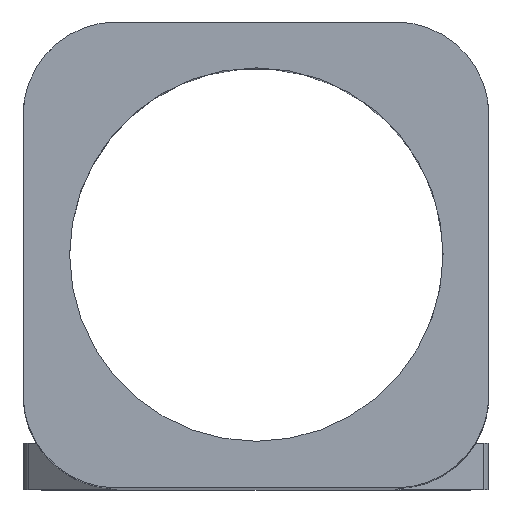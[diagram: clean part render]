
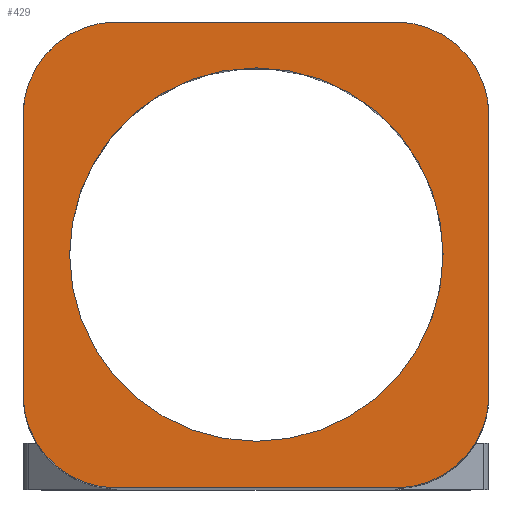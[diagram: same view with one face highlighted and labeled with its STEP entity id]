
A CAD part, top view. The second image highlights one B-rep face of the part: STEP entity #429.
In plain terms, the highlighted planar face has unit normal (0, 0, -1).
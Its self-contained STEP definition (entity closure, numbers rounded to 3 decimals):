
#37 = CARTESIAN_POINT ( 'NONE',  ( -1.25, 0.5, 0. ) ) ;
#81 = CARTESIAN_POINT ( 'NONE',  ( 1.25, 2., 0. ) ) ;
#118 = VERTEX_POINT ( 'NONE', #531 ) ;
#120 = ORIENTED_EDGE ( 'NONE', *, *, #394, .T. ) ;
#126 = ORIENTED_EDGE ( 'NONE', *, *, #362, .F. ) ;
#131 = DIRECTION ( 'NONE',  ( 0., 0., -1. ) ) ;
#147 = DIRECTION ( 'NONE',  ( 1., 0., 0. ) ) ;
#163 = ORIENTED_EDGE ( 'NONE', *, *, #1097, .T. ) ;
#184 = EDGE_CURVE ( 'NONE', #560, #1121, #998, .T. ) ;
#197 = DIRECTION ( 'NONE',  ( 1., 0., 0. ) ) ;
#201 = VECTOR ( 'NONE', #1168, 1000. ) ;
#207 = VERTEX_POINT ( 'NONE', #648 ) ;
#218 = CARTESIAN_POINT ( 'NONE',  ( 0.002, 1.252, 0. ) ) ;
#223 = CARTESIAN_POINT ( 'NONE',  ( 0.002, 1.252, 0. ) ) ;
#233 = CARTESIAN_POINT ( 'NONE',  ( 0.75, 0.5, 0. ) ) ;
#291 = VERTEX_POINT ( 'NONE', #601 ) ;
#308 = LINE ( 'NONE', #675, #535 ) ;
#309 = ORIENTED_EDGE ( 'NONE', *, *, #184, .F. ) ;
#330 = EDGE_CURVE ( 'NONE', #640, #291, #1071, .T. ) ;
#352 = VERTEX_POINT ( 'NONE', #1136 ) ;
#362 = EDGE_CURVE ( 'NONE', #207, #118, #308, .T. ) ;
#391 = VERTEX_POINT ( 'NONE', #870 ) ;
#394 = EDGE_CURVE ( 'NONE', #525, #118, #590, .T. ) ;
#402 = DIRECTION ( 'NONE',  ( 0., 0., -1. ) ) ;
#422 = CARTESIAN_POINT ( 'NONE',  ( -0.75, 0., 0. ) ) ;
#429 = ADVANCED_FACE ( 'NONE', ( #1181, #441 ), #712, .F. ) ;
#439 = AXIS2_PLACEMENT_3D ( 'NONE', #223, #1154, #681 ) ;
#441 = FACE_OUTER_BOUND ( 'NONE', #1066, .T. ) ;
#446 = CIRCLE ( 'NONE', #464, 0.5 ) ;
#463 = AXIS2_PLACEMENT_3D ( 'NONE', #218, #402, #197 ) ;
#464 = AXIS2_PLACEMENT_3D ( 'NONE', #526, #696, #1070 ) ;
#467 = DIRECTION ( 'NONE',  ( 0., -1., 0. ) ) ;
#468 = DIRECTION ( 'NONE',  ( 1., 0., 0. ) ) ;
#492 = ORIENTED_EDGE ( 'NONE', *, *, #725, .T. ) ;
#504 = DIRECTION ( 'NONE',  ( 1., 0., 0. ) ) ;
#505 = ORIENTED_EDGE ( 'NONE', *, *, #697, .F. ) ;
#525 = VERTEX_POINT ( 'NONE', #908 ) ;
#526 = CARTESIAN_POINT ( 'NONE',  ( 0.75, 2., 0. ) ) ;
#528 = LINE ( 'NONE', #612, #201 ) ;
#531 = CARTESIAN_POINT ( 'NONE',  ( -0.75, 2.5, 0. ) ) ;
#534 = CARTESIAN_POINT ( 'NONE',  ( 0.05, 0., 0. ) ) ;
#535 = VECTOR ( 'NONE', #1046, 1000. ) ;
#554 = AXIS2_PLACEMENT_3D ( 'NONE', #929, #1170, #802 ) ;
#560 = VERTEX_POINT ( 'NONE', #37 ) ;
#590 = CIRCLE ( 'NONE', #760, 0.5 ) ;
#601 = CARTESIAN_POINT ( 'NONE',  ( 1.004, 1.252, 0. ) ) ;
#610 = DIRECTION ( 'NONE',  ( -1., 0., 0. ) ) ;
#611 = ORIENTED_EDGE ( 'NONE', *, *, #882, .T. ) ;
#612 = CARTESIAN_POINT ( 'NONE',  ( -1.25, 0.5, 0. ) ) ;
#617 = DIRECTION ( 'NONE',  ( 0., 0., 1. ) ) ;
#618 = CIRCLE ( 'NONE', #463, 1.002 ) ;
#640 = VERTEX_POINT ( 'NONE', #1037 ) ;
#648 = CARTESIAN_POINT ( 'NONE',  ( 0.75, 2.5, 0. ) ) ;
#675 = CARTESIAN_POINT ( 'NONE',  ( 0., 2.5, 0. ) ) ;
#681 = DIRECTION ( 'NONE',  ( 1., 0., 0. ) ) ;
#696 = DIRECTION ( 'NONE',  ( 0., 0., -1. ) ) ;
#697 = EDGE_CURVE ( 'NONE', #1121, #352, #980, .T. ) ;
#712 = PLANE ( 'NONE',  #554 ) ;
#721 = VECTOR ( 'NONE', #147, 1000. ) ;
#725 = EDGE_CURVE ( 'NONE', #560, #525, #528, .T. ) ;
#752 = CARTESIAN_POINT ( 'NONE',  ( -0.75, 0.5, 0. ) ) ;
#760 = AXIS2_PLACEMENT_3D ( 'NONE', #1057, #131, #504 ) ;
#802 = DIRECTION ( 'NONE',  ( 1., 0., 0. ) ) ;
#804 = CIRCLE ( 'NONE', #864, 0.5 ) ;
#821 = AXIS2_PLACEMENT_3D ( 'NONE', #752, #925, #468 ) ;
#864 = AXIS2_PLACEMENT_3D ( 'NONE', #233, #617, #610 ) ;
#870 = CARTESIAN_POINT ( 'NONE',  ( 1.25, 0.5, 0. ) ) ;
#880 = EDGE_LOOP ( 'NONE', ( #1098, #959 ) ) ;
#882 = EDGE_CURVE ( 'NONE', #950, #391, #912, .T. ) ;
#908 = CARTESIAN_POINT ( 'NONE',  ( -1.25, 2., 0. ) ) ;
#912 = LINE ( 'NONE', #81, #1095 ) ;
#925 = DIRECTION ( 'NONE',  ( 0., 0., 1. ) ) ;
#929 = CARTESIAN_POINT ( 'NONE',  ( 0., 0., 0. ) ) ;
#942 = EDGE_CURVE ( 'NONE', #291, #640, #618, .T. ) ;
#950 = VERTEX_POINT ( 'NONE', #1138 ) ;
#959 = ORIENTED_EDGE ( 'NONE', *, *, #330, .F. ) ;
#980 = LINE ( 'NONE', #534, #721 ) ;
#984 = ORIENTED_EDGE ( 'NONE', *, *, #1156, .F. ) ;
#998 = CIRCLE ( 'NONE', #821, 0.5 ) ;
#1037 = CARTESIAN_POINT ( 'NONE',  ( -1., 1.252, 0. ) ) ;
#1046 = DIRECTION ( 'NONE',  ( -1., 0., 0. ) ) ;
#1057 = CARTESIAN_POINT ( 'NONE',  ( -0.75, 2., 0. ) ) ;
#1066 = EDGE_LOOP ( 'NONE', ( #505, #309, #492, #120, #126, #163, #611, #984 ) ) ;
#1070 = DIRECTION ( 'NONE',  ( 1., 0., 0. ) ) ;
#1071 = CIRCLE ( 'NONE', #439, 1.002 ) ;
#1095 = VECTOR ( 'NONE', #467, 1000. ) ;
#1097 = EDGE_CURVE ( 'NONE', #207, #950, #446, .T. ) ;
#1098 = ORIENTED_EDGE ( 'NONE', *, *, #942, .F. ) ;
#1121 = VERTEX_POINT ( 'NONE', #422 ) ;
#1136 = CARTESIAN_POINT ( 'NONE',  ( 0.75, 0., 0. ) ) ;
#1138 = CARTESIAN_POINT ( 'NONE',  ( 1.25, 2., 0. ) ) ;
#1154 = DIRECTION ( 'NONE',  ( 0., 0., -1. ) ) ;
#1156 = EDGE_CURVE ( 'NONE', #352, #391, #804, .T. ) ;
#1168 = DIRECTION ( 'NONE',  ( 0., 1., 0. ) ) ;
#1170 = DIRECTION ( 'NONE',  ( 0., 0., 1. ) ) ;
#1181 = FACE_BOUND ( 'NONE', #880, .T. ) ;
